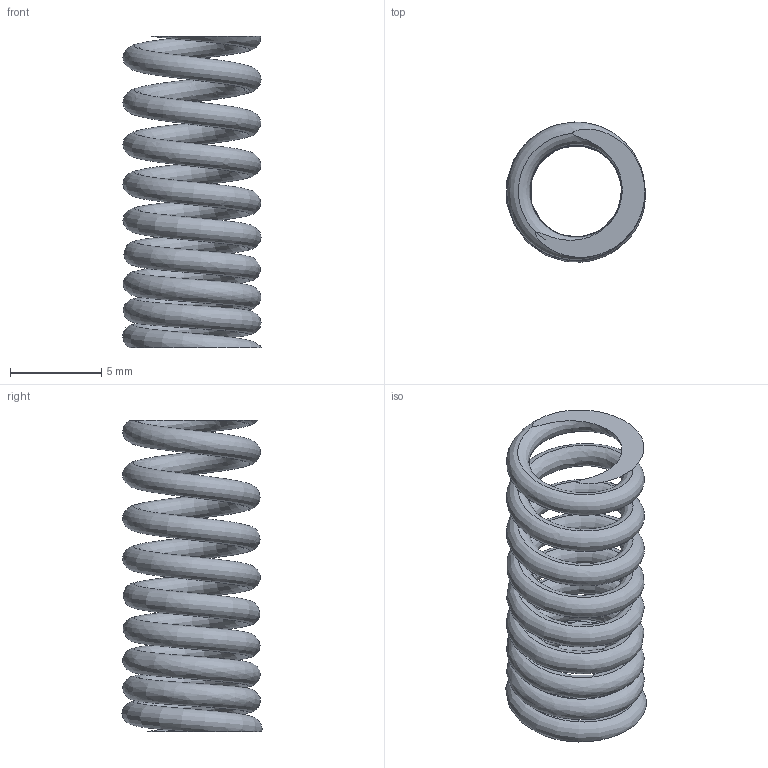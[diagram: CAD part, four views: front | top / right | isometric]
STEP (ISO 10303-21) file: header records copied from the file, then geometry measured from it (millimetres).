
FILE_DESCRIPTION (( 'STEP AP214' ), '1' );
FILE_NAME ('1140-01.STEP', '2015-10-06T09:01:56', ( '' ), ( '' ), 'SwSTEP 2.0', 'SolidWorks 2015', '' );
FILE_SCHEMA (( 'AUTOMOTIVE_DESIGN' ));
Length unit declared in the file: millimetre
Products named in the file (1): 1140-01
Bounding box: 7.59 x 7.66 x 17 mm (x, y, z)
Volume: 213.2 mm3; surface area: 712.5 mm2
Topology: 1 solids, 1 shells, 4 faces, 6 edges, 4 vertices
Faces by surface type: bspline 2, plane 2
Entity records: 4726 total; most frequent: CARTESIAN_POINT 4635, ORIENTED_EDGE 12, B_SPLINE_CURVE_WITH_KNOTS 6, EDGE_CURVE 6, DIRECTION 6, ADVANCED_FACE 4, VERTEX_POINT 4, FACE_OUTER_BOUND 4
